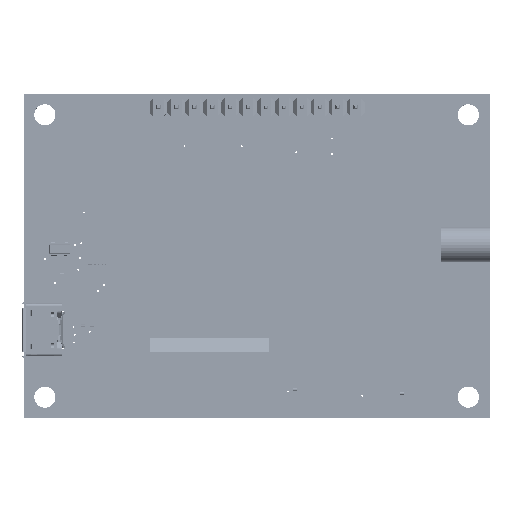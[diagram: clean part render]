
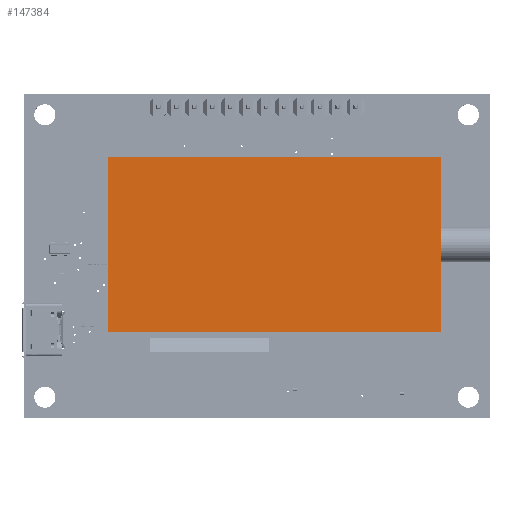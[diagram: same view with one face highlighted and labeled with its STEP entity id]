
A CAD part, top view. The second image highlights one B-rep face of the part: STEP entity #147384.
In plain terms, the highlighted planar face has unit normal (0, 0, 1).
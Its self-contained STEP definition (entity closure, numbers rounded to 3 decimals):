
#7357=PLANE('',#158506);
#14968=FACE_OUTER_BOUND('',#24133,.T.);
#24133=EDGE_LOOP('',(#130177,#130178,#130179,#130180));
#39557=LINE('',#233803,#56989);
#39559=LINE('',#233807,#56991);
#39561=LINE('',#233811,#56993);
#39563=LINE('',#233814,#56995);
#56989=VECTOR('',#191713,10.);
#56991=VECTOR('',#191717,10.);
#56993=VECTOR('',#191721,10.);
#56995=VECTOR('',#191725,10.);
#74823=VERTEX_POINT('',#233800);
#74824=VERTEX_POINT('',#233802);
#74825=VERTEX_POINT('',#233806);
#74826=VERTEX_POINT('',#233810);
#93663=EDGE_CURVE('',#74824,#74823,#39557,.T.);
#93665=EDGE_CURVE('',#74825,#74824,#39559,.T.);
#93667=EDGE_CURVE('',#74826,#74825,#39561,.T.);
#93669=EDGE_CURVE('',#74823,#74826,#39563,.T.);
#130177=ORIENTED_EDGE('',*,*,#93669,.T.);
#130178=ORIENTED_EDGE('',*,*,#93667,.T.);
#130179=ORIENTED_EDGE('',*,*,#93665,.T.);
#130180=ORIENTED_EDGE('',*,*,#93663,.T.);
#147384=ADVANCED_FACE('',(#14968),#7357,.T.);
#158506=AXIS2_PLACEMENT_3D('',#233815,#191726,#191727);
#191713=DIRECTION('',(-1.,0.,0.));
#191717=DIRECTION('',(0.,1.,0.));
#191721=DIRECTION('',(1.,0.,0.));
#191725=DIRECTION('',(0.,-1.,0.));
#191726=DIRECTION('center_axis',(0.,0.,1.));
#191727=DIRECTION('ref_axis',(1.,0.,0.));
#233800=CARTESIAN_POINT('',(0.,24.71,19.5));
#233802=CARTESIAN_POINT('',(47.1,24.71,19.5));
#233803=CARTESIAN_POINT('',(47.1,24.71,19.5));
#233806=CARTESIAN_POINT('',(47.1,0.,19.5));
#233807=CARTESIAN_POINT('',(47.1,0.,19.5));
#233810=CARTESIAN_POINT('',(0.,0.,19.5));
#233811=CARTESIAN_POINT('',(0.,0.,19.5));
#233814=CARTESIAN_POINT('',(0.,24.71,19.5));
#233815=CARTESIAN_POINT('Origin',(23.55,12.355,19.5));
